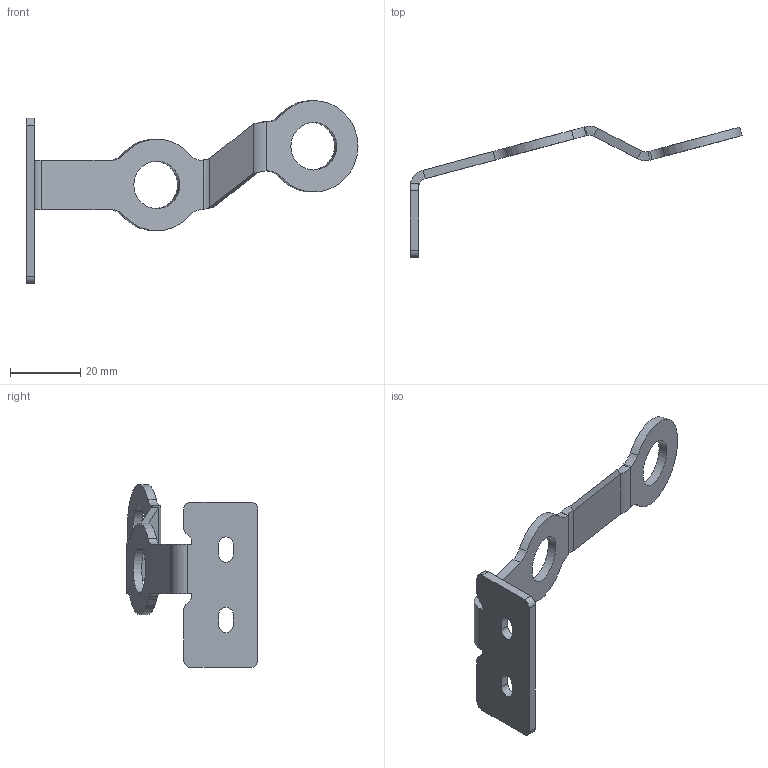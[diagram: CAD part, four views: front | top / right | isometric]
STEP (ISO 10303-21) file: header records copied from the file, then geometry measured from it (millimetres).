
FILE_DESCRIPTION(/* description */ (''),/* implementation_level */ '2;1');
FILE_NAME(/* name */ 'Pressure Gauge Bracket.step',/* time_stamp */ '2024-06-09T21:55:50+02:00',/* author */ (''),/* organization */ (''),/* preprocessor_version */ 'ST-DEVELOPER v20',/* originating_system */ 'Autodesk Translation Framework v13.14.0.145',/* authorisation */ '');
FILE_SCHEMA (('AUTOMOTIVE_DESIGN { 1 0 10303 214 3 1 1 }'));
Length unit declared in the file: millimetre
Products named in the file (1): Pressure Gauge Bracket
Bounding box: 94.4 x 37.33 x 52 mm (x, y, z)
Volume: 5934.8 mm3; surface area: 5938.2 mm2
Topology: 1 solids, 1 shells, 62 faces, 160 edges, 100 vertices
Faces by surface type: plane 31, cylinder 27, bspline 4
Full cylindrical faces by diameter (mm): 13.5 x2
Entity records: 1975 total; most frequent: CARTESIAN_POINT 407, ORIENTED_EDGE 320, DIRECTION 316, EDGE_CURVE 160, LINE 106, VECTOR 106, AXIS2_PLACEMENT_3D 105, VERTEX_POINT 100
